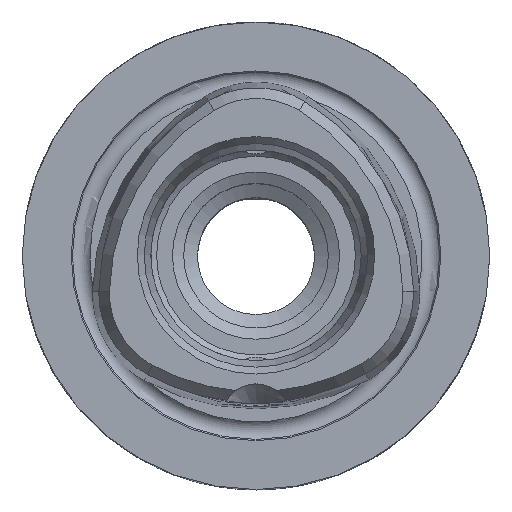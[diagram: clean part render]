
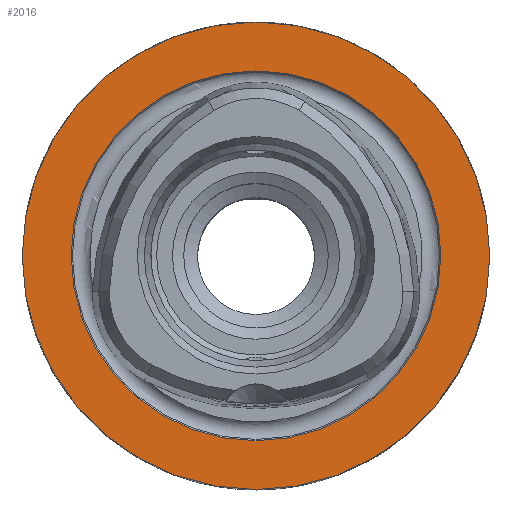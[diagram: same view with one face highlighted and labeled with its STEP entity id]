
A CAD part, top view. The second image highlights one B-rep face of the part: STEP entity #2016.
In plain terms, the highlighted planar face has unit normal (0, 0, 1).
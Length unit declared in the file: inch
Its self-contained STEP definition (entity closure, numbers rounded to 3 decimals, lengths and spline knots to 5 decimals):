
#127=FACE_BOUND('',#400,.T.);
#171=PLANE('',#2280);
#277=FACE_OUTER_BOUND('',#399,.T.);
#399=EDGE_LOOP('',(#1767));
#400=EDGE_LOOP('',(#1768));
#668=CIRCLE('',#2186,0.7874);
#707=CIRCLE('',#2276,0.62261);
#841=VERTEX_POINT('',#3671);
#904=VERTEX_POINT('',#4031);
#1092=EDGE_CURVE('',#841,#841,#668,.T.);
#1192=EDGE_CURVE('',#904,#904,#707,.T.);
#1767=ORIENTED_EDGE('',*,*,#1092,.T.);
#1768=ORIENTED_EDGE('',*,*,#1192,.T.);
#2016=ADVANCED_FACE('',(#277,#127),#171,.T.);
#2186=AXIS2_PLACEMENT_3D('',#3673,#2631,#2632);
#2276=AXIS2_PLACEMENT_3D('',#4033,#2850,#2851);
#2280=AXIS2_PLACEMENT_3D('',#4037,#2858,#2859);
#2631=DIRECTION('center_axis',(0.,0.,
1.));
#2632=DIRECTION('ref_axis',(1.,0.,0.));
#2850=DIRECTION('center_axis',(0.,0.,
-1.));
#2851=DIRECTION('ref_axis',(0.,1.,0.));
#2858=DIRECTION('center_axis',(0.,0.,
1.));
#2859=DIRECTION('ref_axis',(1.,0.,0.));
#3671=CARTESIAN_POINT('',(-1.23786,-0.10094,0.73852));
#3673=CARTESIAN_POINT('Origin',(-0.45045,-0.10094,0.73852));
#4031=CARTESIAN_POINT('',(-0.45045,-0.72354,0.73852));
#4033=CARTESIAN_POINT('Origin',(-0.45045,-0.10094,0.73852));
#4037=CARTESIAN_POINT('Origin',(-0.45045,-0.10094,0.73852));
